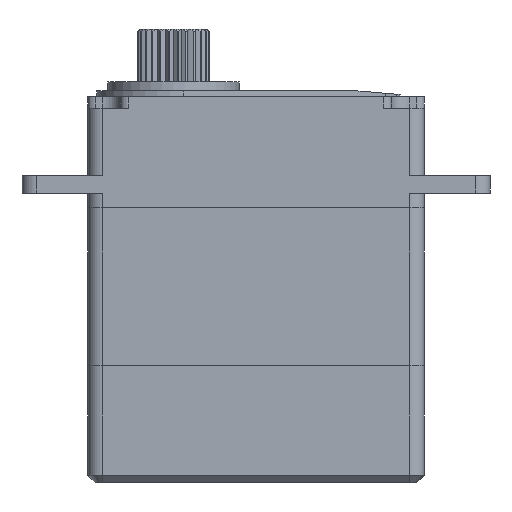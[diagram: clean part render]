
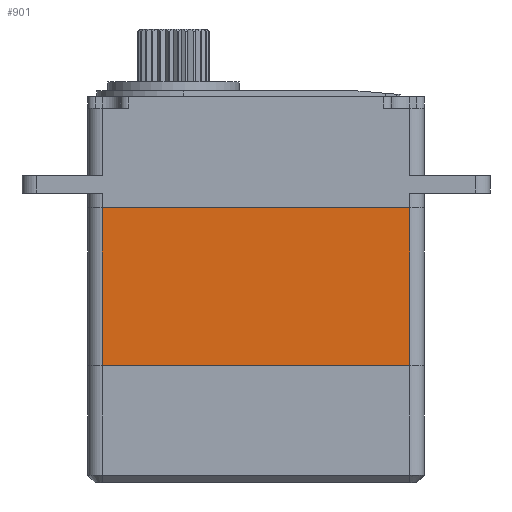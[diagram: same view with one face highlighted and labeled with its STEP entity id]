
A CAD part, front view. The second image highlights one B-rep face of the part: STEP entity #901.
In plain terms, the highlighted planar face has unit normal (0, -1, 0).
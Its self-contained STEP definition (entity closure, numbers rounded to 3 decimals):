
#734=CARTESIAN_POINT('',(57.75,-6.,-14.2));
#735=VERTEX_POINT('',#734);
#743=CARTESIAN_POINT('',(36.75,-6.,-14.2));
#744=VERTEX_POINT('',#743);
#745=CARTESIAN_POINT('',(57.75,-6.,-14.2));
#746=DIRECTION('',(-1.0,0.0,0.0));
#747=VECTOR('',#746,1.0);
#748=LINE('',#745,#747);
#749=EDGE_CURVE('',#735,#744,#748,.T.);
#871=CARTESIAN_POINT('',(35.7,-6.0,-14.74));
#872=DIRECTION('',(0.0,-1.0,0.0));
#873=DIRECTION('',(1.0,0.0,0.0));
#874=AXIS2_PLACEMENT_3D('',#871,#872,#873);
#875=PLANE('',#874);
#876=ORIENTED_EDGE('',*,*,#749,.F.);
#877=CARTESIAN_POINT('',(57.75,-6.0,-3.4));
#878=VERTEX_POINT('',#877);
#879=CARTESIAN_POINT('',(57.75,-6.,-14.2));
#880=DIRECTION('',(0.0,0.0,1.0));
#881=VECTOR('',#880,1.0);
#882=LINE('',#879,#881);
#883=EDGE_CURVE('',#735,#878,#882,.T.);
#884=ORIENTED_EDGE('',*,*,#883,.T.);
#885=CARTESIAN_POINT('',(36.75,-6.0,-3.4));
#886=VERTEX_POINT('',#885);
#887=CARTESIAN_POINT('',(57.75,-6.0,-3.4));
#888=DIRECTION('',(-1.0,0.0,0.0));
#889=VECTOR('',#888,1.0);
#890=LINE('',#887,#889);
#891=EDGE_CURVE('',#878,#886,#890,.T.);
#892=ORIENTED_EDGE('',*,*,#891,.T.);
#893=CARTESIAN_POINT('',(36.75,-6.,-14.2));
#894=DIRECTION('',(0.0,0.0,1.0));
#895=VECTOR('',#894,1.0);
#896=LINE('',#893,#895);
#897=EDGE_CURVE('',#744,#886,#896,.T.);
#898=ORIENTED_EDGE('',*,*,#897,.F.);
#899=EDGE_LOOP('',(#876,#884,#892,#898));
#900=FACE_OUTER_BOUND('',#899,.T.);
#901=ADVANCED_FACE('',(#900),#875,.T.);
